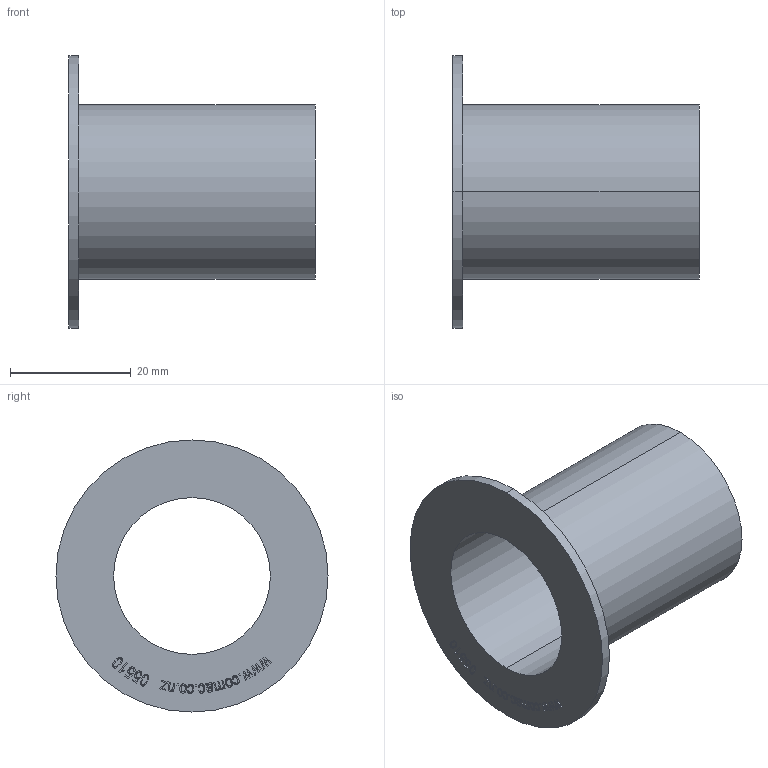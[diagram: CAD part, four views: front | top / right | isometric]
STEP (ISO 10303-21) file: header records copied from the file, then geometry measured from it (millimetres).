
FILE_DESCRIPTION (( 'STEP AP214' ), '1' );
FILE_NAME ('05510-Shouldered Bush Nylon Charcoal 1 Inch 1 1_8.STEP', '2018-12-04T19:57:35', ( '' ), ( '' ), 'SwSTEP 2.0', 'SolidWorks 2018', '' );
FILE_SCHEMA (( 'AUTOMOTIVE_DESIGN' ));
Length unit declared in the file: millimetre
Products named in the file (2): 05510-Shouldered Bush Nylon Charcoal 1 Inch 1 1_8
Bounding box: 40.8 x 45.1 x 45.1 mm (x, y, z)
Volume: 6651.8 mm3; surface area: 9290.3 mm2
Topology: 1 solids, 1 shells, 265 faces, 711 edges, 474 vertices
Faces by surface type: plane 154, bspline 105, cylinder 6
Entity records: 14116 total; most frequent: CARTESIAN_POINT 8133, ORIENTED_EDGE 1422, DIRECTION 837, EDGE_CURVE 711, LINE 489, VECTOR 489, VERTEX_POINT 474, EDGE_LOOP 293
